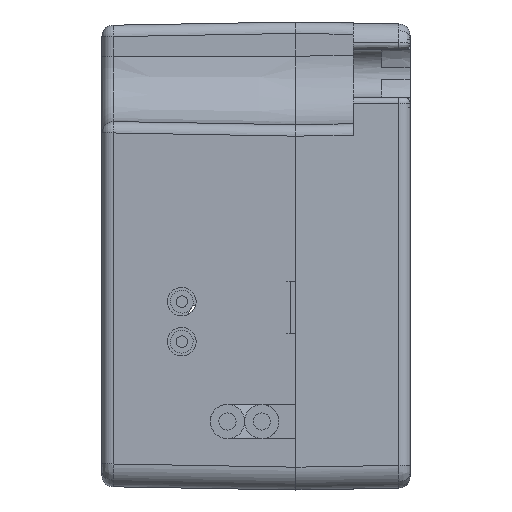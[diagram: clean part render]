
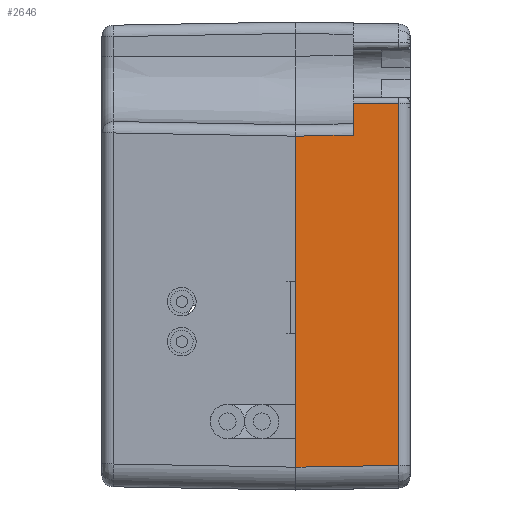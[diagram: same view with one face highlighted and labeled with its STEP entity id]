
A CAD part, left-side view. The second image highlights one B-rep face of the part: STEP entity #2646.
In plain terms, the highlighted planar face has unit normal (-1, -0.018, 0).
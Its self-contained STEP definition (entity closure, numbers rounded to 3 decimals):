
#714 = EDGE_CURVE ( 'NONE', #13129, #13253, #12984, .T. ) ;
#2135 = ORIENTED_EDGE ( 'NONE', *, *, #2226, .T. ) ;
#2156 = ORIENTED_EDGE ( 'NONE', *, *, #2230, .F. ) ;
#2159 = ORIENTED_EDGE ( 'NONE', *, *, #2228, .T. ) ;
#2160 = ORIENTED_EDGE ( 'NONE', *, *, #2223, .T. ) ;
#2161 = ORIENTED_EDGE ( 'NONE', *, *, #714, .F. ) ;
#2173 = ORIENTED_EDGE ( 'NONE', *, *, #2231, .T. ) ;
#2223 = EDGE_CURVE ( 'NONE', #10845, #13253, #7211, .T. ) ;
#2226 = EDGE_CURVE ( 'NONE', #13129, #13142, #7227, .T. ) ;
#2228 = EDGE_CURVE ( 'NONE', #13142, #9348, #7235, .T. ) ;
#2230 = EDGE_CURVE ( 'NONE', #10845, #13097, #7242, .T. ) ;
#2231 = EDGE_CURVE ( 'NONE', #9348, #13097, #7245, .T. ) ;
#2646 = ADVANCED_FACE ( 'NONE', ( #7557 ), #8563, .T. ) ;
#4762 = VECTOR ( 'NONE', #7215, 1000. ) ;
#4765 = VECTOR ( 'NONE', #7230, 1000. ) ;
#4768 = VECTOR ( 'NONE', #7237, 1000. ) ;
#4770 = VECTOR ( 'NONE', #7244, 1000. ) ;
#4772 = VECTOR ( 'NONE', #7247, 1000. ) ;
#7211 = LINE ( 'NONE', #7213, #4762 ) ;
#7213 = CARTESIAN_POINT ( 'NONE',  ( -54.5, -0.017, 10.5 ) ) ;
#7215 = DIRECTION ( 'NONE',  ( -0.017, 1., -0.017 ) ) ;
#7227 = LINE ( 'NONE', #7228, #4765 ) ;
#7228 = CARTESIAN_POINT ( 'NONE',  ( -54.488, -0.68, -18.488 ) ) ;
#7230 = DIRECTION ( 'NONE',  ( 0.017, -1., 0.017 ) ) ;
#7235 = LINE ( 'NONE', #7236, #4768 ) ;
#7236 = CARTESIAN_POINT ( 'NONE',  ( -54.343, -9.017, 20.5 ) ) ;
#7237 = DIRECTION ( 'NONE',  ( 0., 0., 1. ) ) ;
#7242 = LINE ( 'NONE', #7243, #4770 ) ;
#7243 = CARTESIAN_POINT ( 'NONE',  ( -54.413, -5., 0. ) ) ;
#7244 = DIRECTION ( 'NONE',  ( 0., 0., 1. ) ) ;
#7245 = LINE ( 'NONE', #7246, #4772 ) ;
#7246 = CARTESIAN_POINT ( 'NONE',  ( -54.413, -5., 13.4 ) ) ;
#7247 = DIRECTION ( 'NONE',  ( -0.017, 1., 0. ) ) ;
#7555 = AXIS2_PLACEMENT_3D ( 'NONE', #8564, #8565, #8566 ) ;
#7557 = FACE_OUTER_BOUND ( 'NONE', #11784, .T. ) ;
#8563 = PLANE ( 'NONE',  #7555 ) ;
#8564 = CARTESIAN_POINT ( 'NONE',  ( -54.5, 0., 20.5 ) ) ;
#8565 = DIRECTION ( 'NONE',  ( -1., -0.017, 0. ) ) ;
#8566 = DIRECTION ( 'NONE',  ( 0.017, -1., 0. ) ) ;
#9348 = VERTEX_POINT ( 'NONE', #9777 ) ;
#9777 = CARTESIAN_POINT ( 'NONE',  ( -54.343, -9.017, 13.4 ) ) ;
#10438 = CARTESIAN_POINT ( 'NONE',  ( -54.413, -5., 13.4 ) ) ;
#10470 = CARTESIAN_POINT ( 'NONE',  ( -54.5, 0., -18.5 ) ) ;
#10483 = CARTESIAN_POINT ( 'NONE',  ( -54.343, -9.017, -18.343 ) ) ;
#10845 = VERTEX_POINT ( 'NONE', #11021 ) ;
#10930 = CARTESIAN_POINT ( 'NONE',  ( -54.5, 0., 10.5 ) ) ;
#11021 = CARTESIAN_POINT ( 'NONE',  ( -54.413, -5., 10.587 ) ) ;
#11679 = VECTOR ( 'NONE', #12986, 1000. ) ;
#11784 = EDGE_LOOP ( 'NONE', ( #2159, #2173, #2156, #2160, #2161, #2135 ) ) ;
#12984 = LINE ( 'NONE', #12985, #11679 ) ;
#12985 = CARTESIAN_POINT ( 'NONE',  ( -54.5, 0., 20.5 ) ) ;
#12986 = DIRECTION ( 'NONE',  ( 0., 0., 1. ) ) ;
#13097 = VERTEX_POINT ( 'NONE', #10438 ) ;
#13129 = VERTEX_POINT ( 'NONE', #10470 ) ;
#13142 = VERTEX_POINT ( 'NONE', #10483 ) ;
#13253 = VERTEX_POINT ( 'NONE', #10930 ) ;
